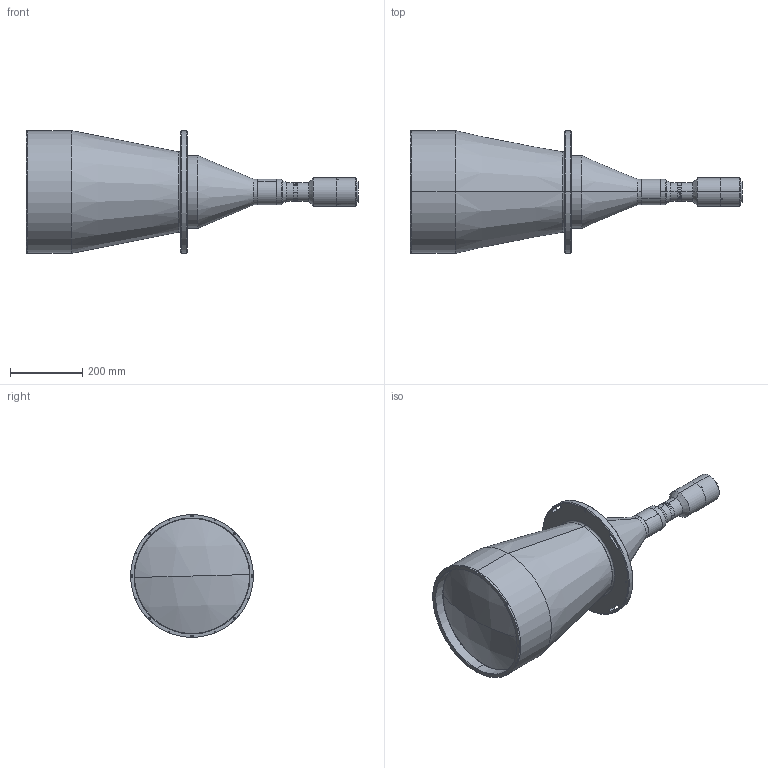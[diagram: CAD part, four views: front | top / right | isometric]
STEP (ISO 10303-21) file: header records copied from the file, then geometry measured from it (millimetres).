
FILE_DESCRIPTION (( 'STEP AP203' ), '1' );
FILE_NAME ('XF-PTL31044-M58-11.48.STEP', '2019-07-20T08:22:54', ( 'puyufan' ), ( '' ), 'SwSTEP 2.0', 'SolidWorks 2014', '' );
FILE_SCHEMA (( 'CONFIG_CONTROL_DESIGN' ));
Length unit declared in the file: millimetre
Products named in the file (1): XF-PTL31044-M58-11.48
Bounding box: 919.3 x 340 x 340 mm (x, y, z)
Surface area: 869636.5 mm2 (no closed solid volume)
Topology: 0 solids, 45 shells, 234 faces, 1125 edges, 923 vertices
Faces by surface type: cylinder 127, plane 63, cone 26, torus 16, sphere 2
Entity records: 15309 total; most frequent: CARTESIAN_POINT 6225, DIRECTION 1911, ORIENTED_EDGE 1553, EDGE_CURVE 1121, VERTEX_POINT 923, AXIS2_PLACEMENT_3D 733, CIRCLE 498, VECTOR 445
